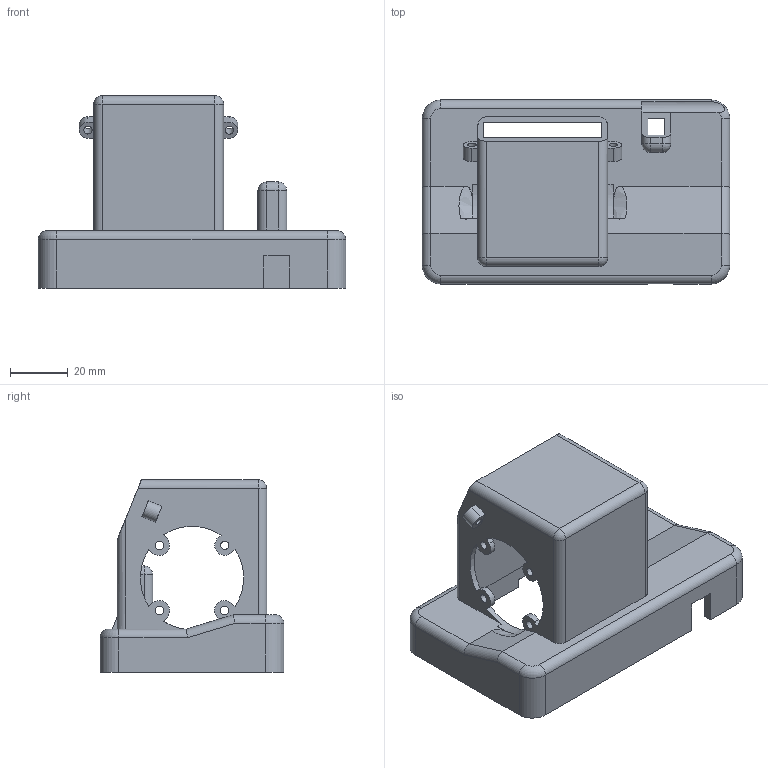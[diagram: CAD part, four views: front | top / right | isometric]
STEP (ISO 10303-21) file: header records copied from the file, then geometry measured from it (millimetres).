
FILE_DESCRIPTION(/* description */ ('','CAx-IF Rec.Pracs.---Representation and Presentation of Product Manufacturing Information (PMI)---4.0---2014-10-13'),/* implementation_level */ '2;1');
FILE_NAME(/* name */ 'Bitaxecasefinal v44 CASE TOP.step',/* time_stamp */ '2024-12-08T18:24:29-06:00',/* author */ (''),/* organization */ (''),/* preprocessor_version */ 'ST-DEVELOPER v20',/* originating_system */ 'Autodesk Translation Framework v13.20.0.188',/* authorisation */ '');
FILE_SCHEMA (('AP242_MANAGED_MODEL_BASED_3D_ENGINEERING_MIM_LF { 1 0 10303 442 1 1 4 }'));
Length unit declared in the file: millimetre
Products named in the file (1): Bitaxecasefinal
Bounding box: 107 x 64 x 67 mm (x, y, z)
Volume: 42042 mm3; surface area: 38180.8 mm2
Topology: 1 solids, 1 shells, 145 faces, 403 edges, 259 vertices
Faces by surface type: plane 71, cylinder 60, torus 8, sphere 4, bspline 2
Full cylindrical faces by diameter (mm): 2.9 x10
Entity records: 4876 total; most frequent: CARTESIAN_POINT 958, DIRECTION 814, ORIENTED_EDGE 806, EDGE_CURVE 403, AXIS2_PLACEMENT_3D 276, LINE 262, VECTOR 262, VERTEX_POINT 259
